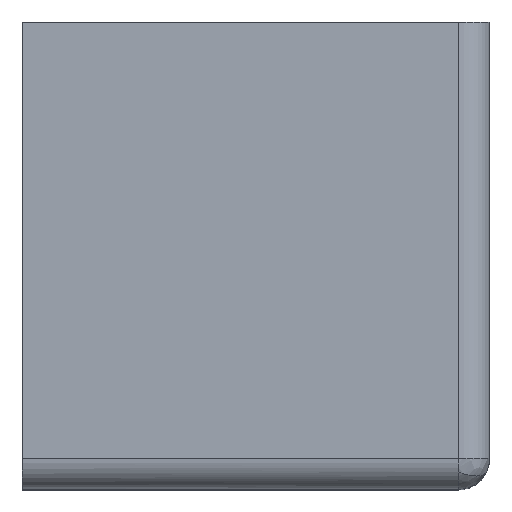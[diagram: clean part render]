
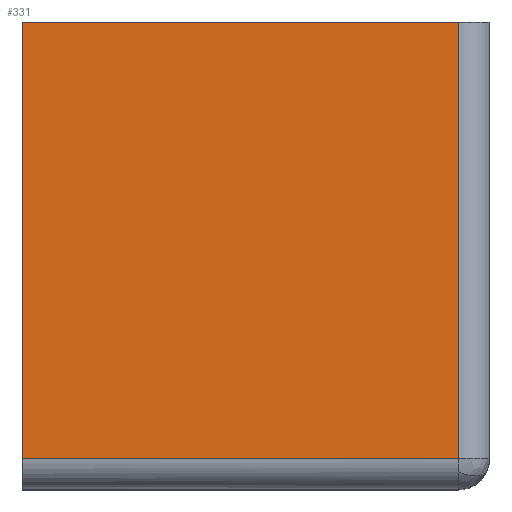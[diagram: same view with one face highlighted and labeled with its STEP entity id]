
A CAD part, top view. The second image highlights one B-rep face of the part: STEP entity #331.
In plain terms, the highlighted planar face has unit normal (0, 0, 1).
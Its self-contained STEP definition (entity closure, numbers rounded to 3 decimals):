
#27 = CARTESIAN_POINT ( 'NONE',  ( 15., 15., 15. ) ) ;
#40 = CARTESIAN_POINT ( 'NONE',  ( 13., -13., 15. ) ) ;
#57 = DIRECTION ( 'NONE',  ( 0., -1., 0. ) ) ;
#136 = DIRECTION ( 'NONE',  ( 0., 1., 0. ) ) ;
#140 = ORIENTED_EDGE ( 'NONE', *, *, #603, .F. ) ;
#165 = LINE ( 'NONE', #27, #596 ) ;
#188 = AXIS2_PLACEMENT_3D ( 'NONE', #785, #406, #398 ) ;
#275 = DIRECTION ( 'NONE',  ( -1., 0., 0. ) ) ;
#284 = CARTESIAN_POINT ( 'NONE',  ( 13., 15., 15. ) ) ;
#287 = CARTESIAN_POINT ( 'NONE',  ( -15., -13., 15. ) ) ;
#294 = CARTESIAN_POINT ( 'NONE',  ( 13., 0.5, 15. ) ) ;
#324 = LINE ( 'NONE', #294, #726 ) ;
#331 = ADVANCED_FACE ( 'NONE', ( #854 ), #943, .F. ) ;
#398 = DIRECTION ( 'NONE',  ( 0., 1., 0. ) ) ;
#406 = DIRECTION ( 'NONE',  ( 0., 0., -1. ) ) ;
#413 = VECTOR ( 'NONE', #136, 1000. ) ;
#422 = ORIENTED_EDGE ( 'NONE', *, *, #503, .F. ) ;
#483 = CARTESIAN_POINT ( 'NONE',  ( -15., 15., 15. ) ) ;
#503 = EDGE_CURVE ( 'NONE', #835, #541, #165, .T. ) ;
#541 = VERTEX_POINT ( 'NONE', #284 ) ;
#561 = ORIENTED_EDGE ( 'NONE', *, *, #647, .F. ) ;
#596 = VECTOR ( 'NONE', #954, 1000. ) ;
#603 = EDGE_CURVE ( 'NONE', #610, #716, #832, .T. ) ;
#607 = LINE ( 'NONE', #684, #413 ) ;
#610 = VERTEX_POINT ( 'NONE', #40 ) ;
#647 = EDGE_CURVE ( 'NONE', #716, #835, #607, .T. ) ;
#675 = EDGE_CURVE ( 'NONE', #541, #610, #324, .T. ) ;
#679 = EDGE_LOOP ( 'NONE', ( #422, #561, #140, #1009 ) ) ;
#684 = CARTESIAN_POINT ( 'NONE',  ( -15., -14., 15. ) ) ;
#716 = VERTEX_POINT ( 'NONE', #287 ) ;
#726 = VECTOR ( 'NONE', #57, 1000. ) ;
#748 = CARTESIAN_POINT ( 'NONE',  ( 14., -13., 15. ) ) ;
#785 = CARTESIAN_POINT ( 'NONE',  ( 14., -14., 15. ) ) ;
#832 = LINE ( 'NONE', #748, #944 ) ;
#835 = VERTEX_POINT ( 'NONE', #483 ) ;
#854 = FACE_OUTER_BOUND ( 'NONE', #679, .T. ) ;
#943 = PLANE ( 'NONE',  #188 ) ;
#944 = VECTOR ( 'NONE', #275, 1000. ) ;
#954 = DIRECTION ( 'NONE',  ( 1., 0., 0. ) ) ;
#1009 = ORIENTED_EDGE ( 'NONE', *, *, #675, .F. ) ;
